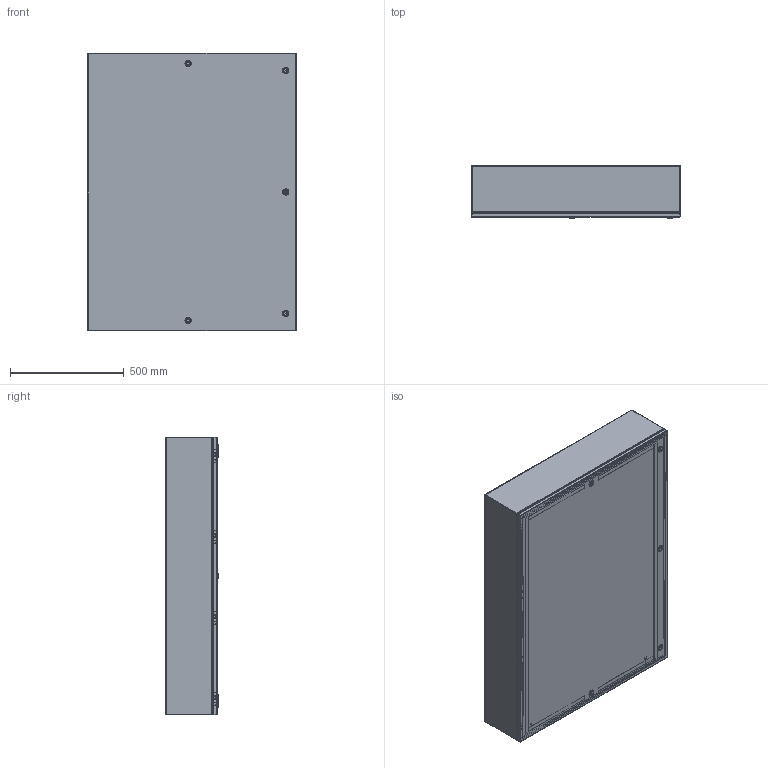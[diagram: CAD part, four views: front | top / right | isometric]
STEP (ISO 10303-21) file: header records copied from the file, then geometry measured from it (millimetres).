
FILE_DESCRIPTION (( 'STEP AP203' ), '1' );
FILE_NAME ('EN4SD48368SSR_Default.step', '2019-11-14T21:03:57', ( '' ), ( '' ), 'SwSTEP 2.0', 'SolidWorks 2019', '' );
FILE_SCHEMA (( 'CONFIG_CONTROL_DESIGN' ));
Length unit declared in the file: inch
Products named in the file (1): EN4SD48368SSR_Default
Bounding box: 914.4 x 228.65 x 1219.2 mm (x, y, z)
Volume: 6562933.1 mm3; surface area: 7286565.3 mm2
Topology: 64 solids, 65 shells, 1731 faces, 4143 edges, 2609 vertices
Faces by surface type: plane 896, cylinder 550, bspline 193, torus 50, cone 42
Entity records: 54750 total; most frequent: CARTESIAN_POINT 15190, ORIENTED_EDGE 8232, DIRECTION 8131, EDGE_CURVE 4116, AXIS2_PLACEMENT_3D 2828, VERTEX_POINT 2609, VECTOR 2475, LINE 2475
